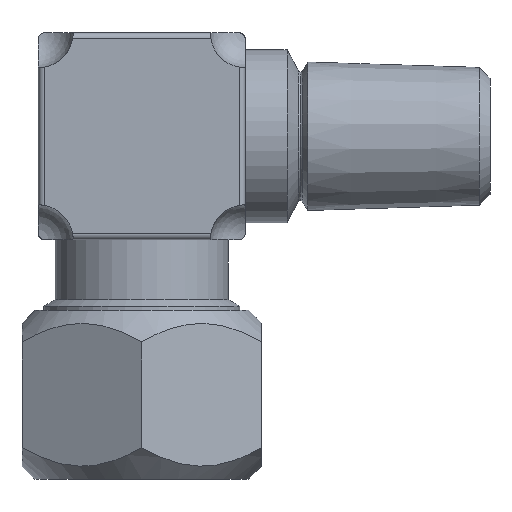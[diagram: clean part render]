
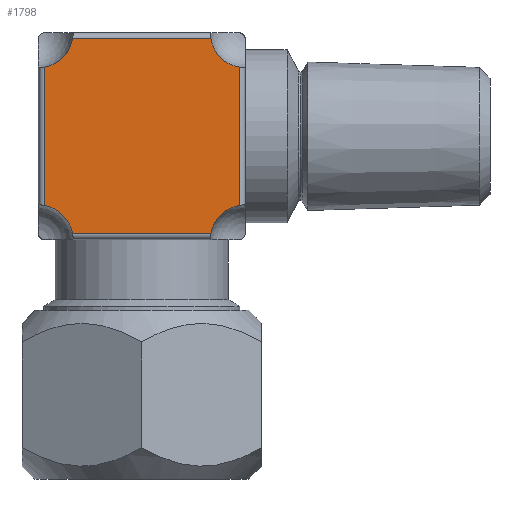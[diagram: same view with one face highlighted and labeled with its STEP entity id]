
A CAD part, left-side view. The second image highlights one B-rep face of the part: STEP entity #1798.
In plain terms, the highlighted planar face has unit normal (-1, 0, 0).
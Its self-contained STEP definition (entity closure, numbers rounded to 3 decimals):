
#1116 = CARTESIAN_POINT ( 'NONE',  ( -8.5, 6.343, -8.967 ) ) ;
#1117 = DIRECTION ( 'NONE',  ( 0., 1., 0. ) ) ;
#1118 = VECTOR ( 'NONE', #1117, 1000. ) ;
#1119 = CARTESIAN_POINT ( 'NONE',  ( -8.5, 9.5, 8.967 ) ) ;
#1120 = LINE ( 'NONE', #1119, #1118 ) ;
#1121 = DIRECTION ( 'NONE',  ( 0., 0., -1. ) ) ;
#1122 = DIRECTION ( 'NONE',  ( -1., 0., 0. ) ) ;
#1123 = CARTESIAN_POINT ( 'NONE',  ( -8.5, 9.5, 9.5 ) ) ;
#1124 = AXIS2_PLACEMENT_3D ( 'NONE', #1123, #1122, #1121 ) ;
#1125 = CIRCLE ( 'NONE', #1124, 3.202 ) ;
#1127 = CARTESIAN_POINT ( 'NONE',  ( -8.5, -6.343, -8.967 ) ) ;
#1130 = CARTESIAN_POINT ( 'NONE',  ( -8.5, 8.967, 6.343 ) ) ;
#1131 = DIRECTION ( 'NONE',  ( 0., 0., -1. ) ) ;
#1132 = VECTOR ( 'NONE', #1131, 1000. ) ;
#1133 = CARTESIAN_POINT ( 'NONE',  ( -8.5, 8.967, -9.5 ) ) ;
#1134 = LINE ( 'NONE', #1133, #1132 ) ;
#1140 = CARTESIAN_POINT ( 'NONE',  ( -8.5, 8.967, -6.343 ) ) ;
#1159 = DIRECTION ( 'NONE',  ( 0., 0., -1. ) ) ;
#1160 = DIRECTION ( 'NONE',  ( -1., 0., 0. ) ) ;
#1161 = CARTESIAN_POINT ( 'NONE',  ( -8.5, -9.5, 9.5 ) ) ;
#1162 = AXIS2_PLACEMENT_3D ( 'NONE', #1161, #1160, #1159 ) ;
#1167 = CIRCLE ( 'NONE', #1162, 3.202 ) ;
#1170 = DIRECTION ( 'NONE',  ( 0., 0., -1. ) ) ;
#1171 = DIRECTION ( 'NONE',  ( -1., 0., 0. ) ) ;
#1173 = CARTESIAN_POINT ( 'NONE',  ( -8.5, 9.5, -9.5 ) ) ;
#1174 = AXIS2_PLACEMENT_3D ( 'NONE', #1173, #1171, #1170 ) ;
#1175 = CIRCLE ( 'NONE', #1174, 3.202 ) ;
#1182 = CARTESIAN_POINT ( 'NONE',  ( -8.5, -8.967, -6.343 ) ) ;
#1183 = CARTESIAN_POINT ( 'NONE',  ( -8.5, 6.343, 8.967 ) ) ;
#1191 = DIRECTION ( 'NONE',  ( 0., -1., 0. ) ) ;
#1192 = VECTOR ( 'NONE', #1191, 1000. ) ;
#1193 = CARTESIAN_POINT ( 'NONE',  ( -8.5, -9.5, -8.967 ) ) ;
#1194 = LINE ( 'NONE', #1193, #1192 ) ;
#1212 = CARTESIAN_POINT ( 'NONE',  ( -8.5, -6.343, 8.967 ) ) ;
#1213 = CARTESIAN_POINT ( 'NONE',  ( -8.5, -8.967, 6.343 ) ) ;
#1214 = DIRECTION ( 'NONE',  ( 0., 0., 1. ) ) ;
#1215 = VECTOR ( 'NONE', #1214, 1000. ) ;
#1216 = CARTESIAN_POINT ( 'NONE',  ( -8.5, -8.967, 9.5 ) ) ;
#1217 = LINE ( 'NONE', #1216, #1215 ) ;
#1796 = EDGE_CURVE ( 'NONE', #2580, #2572, #2876, .T. ) ;
#1797 = ORIENTED_EDGE ( 'NONE', *, *, #1796, .F. ) ;
#1798 = ADVANCED_FACE ( 'NONE', ( #2871 ), #2870, .F. ) ;
#1812 = EDGE_LOOP ( 'NONE', ( #1797, #2596, #2589, #2606, #2573, #2567, #2583, #2577 ) ) ;
#2566 = VERTEX_POINT ( 'NONE', #1140 ) ;
#2567 = ORIENTED_EDGE ( 'NONE', *, *, #2568, .T. ) ;
#2568 = EDGE_CURVE ( 'NONE', #2569, #2566, #1134, .T. ) ;
#2569 = VERTEX_POINT ( 'NONE', #1130 ) ;
#2572 = VERTEX_POINT ( 'NONE', #1127 ) ;
#2573 = ORIENTED_EDGE ( 'NONE', *, *, #2574, .F. ) ;
#2574 = EDGE_CURVE ( 'NONE', #2569, #2579, #1125, .T. ) ;
#2575 = EDGE_CURVE ( 'NONE', #2597, #2579, #1120, .T. ) ;
#2577 = ORIENTED_EDGE ( 'NONE', *, *, #2604, .T. ) ;
#2578 = VERTEX_POINT ( 'NONE', #1116 ) ;
#2579 = VERTEX_POINT ( 'NONE', #1183 ) ;
#2580 = VERTEX_POINT ( 'NONE', #1182 ) ;
#2582 = EDGE_CURVE ( 'NONE', #2578, #2566, #1175, .T. ) ;
#2583 = ORIENTED_EDGE ( 'NONE', *, *, #2582, .F. ) ;
#2589 = ORIENTED_EDGE ( 'NONE', *, *, #2590, .F. ) ;
#2590 = EDGE_CURVE ( 'NONE', #2597, #2595, #1167, .T. ) ;
#2594 = EDGE_CURVE ( 'NONE', #2580, #2595, #1217, .T. ) ;
#2595 = VERTEX_POINT ( 'NONE', #1213 ) ;
#2596 = ORIENTED_EDGE ( 'NONE', *, *, #2594, .T. ) ;
#2597 = VERTEX_POINT ( 'NONE', #1212 ) ;
#2604 = EDGE_CURVE ( 'NONE', #2578, #2572, #1194, .T. ) ;
#2606 = ORIENTED_EDGE ( 'NONE', *, *, #2575, .T. ) ;
#2866 = DIRECTION ( 'NONE',  ( 0., 0., -1. ) ) ;
#2867 = DIRECTION ( 'NONE',  ( 1., 0., 0. ) ) ;
#2868 = AXIS2_PLACEMENT_3D ( 'NONE', #2869, #2867, #2866 ) ;
#2869 = CARTESIAN_POINT ( 'NONE',  ( -8.5, 0., 0. ) ) ;
#2870 = PLANE ( 'NONE',  #2868 ) ;
#2871 = FACE_OUTER_BOUND ( 'NONE', #1812, .T. ) ;
#2872 = DIRECTION ( 'NONE',  ( 0., 0., -1. ) ) ;
#2873 = DIRECTION ( 'NONE',  ( -1., 0., 0. ) ) ;
#2874 = CARTESIAN_POINT ( 'NONE',  ( -8.5, -9.5, -9.5 ) ) ;
#2875 = AXIS2_PLACEMENT_3D ( 'NONE', #2874, #2873, #2872 ) ;
#2876 = CIRCLE ( 'NONE', #2875, 3.202 ) ;
